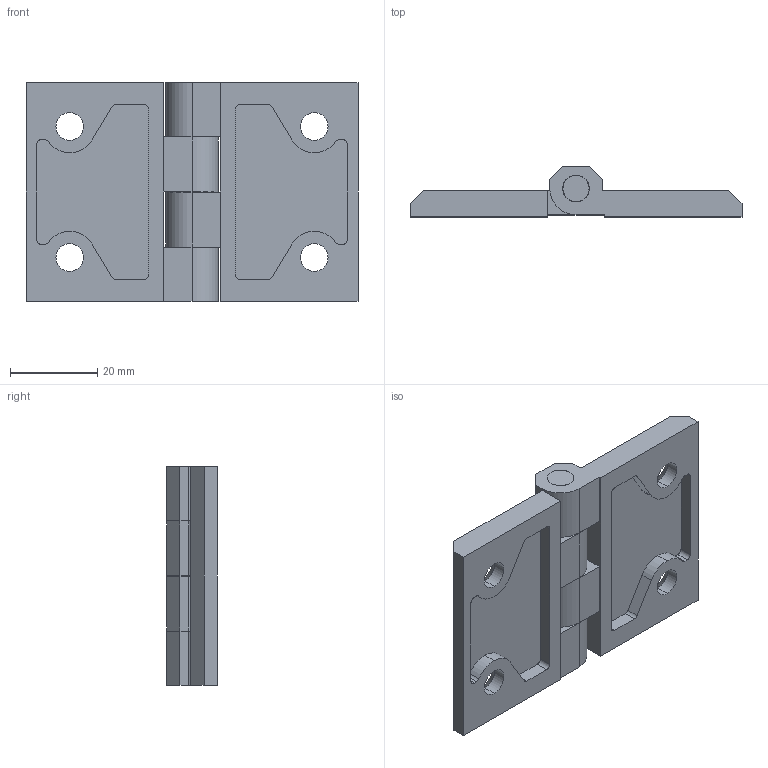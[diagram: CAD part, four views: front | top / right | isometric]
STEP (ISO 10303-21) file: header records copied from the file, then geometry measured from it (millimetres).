
FILE_DESCRIPTION(('STEP AP203'),'1');
FILE_NAME('fath_095007e.stp','2021-10-18T09:34:31',('TraceParts'),('TraceParts S.A.'),'Spatial InterOp 3D',' ',' ');
FILE_SCHEMA(('CONFIG_CONTROL_DESIGN'));
Length unit declared in the file: millimetre
Products named in the file (1): 1
Bounding box: 76 x 11.5 x 50 mm (x, y, z)
Volume: 18689.2 mm3; surface area: 13058.1 mm2
Topology: 3 solids, 3 shells, 128 faces, 338 edges, 220 vertices
Faces by surface type: plane 66, cylinder 52, cone 10
Entity records: 4048 total; most frequent: DIRECTION 714, CARTESIAN_POINT 689, ORIENTED_EDGE 676, EDGE_CURVE 338, AXIS2_PLACEMENT_3D 245, LINE 224, VECTOR 224, VERTEX_POINT 220
